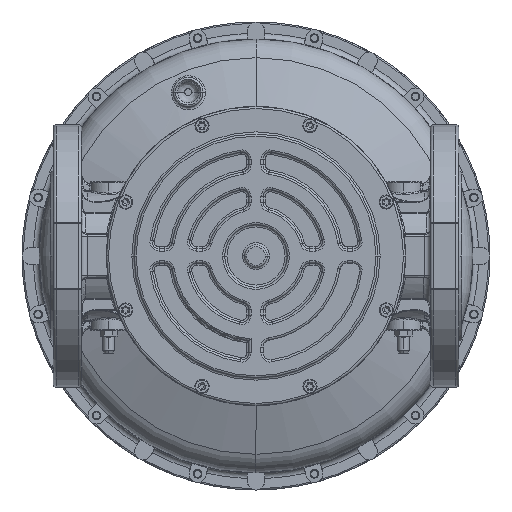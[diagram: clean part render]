
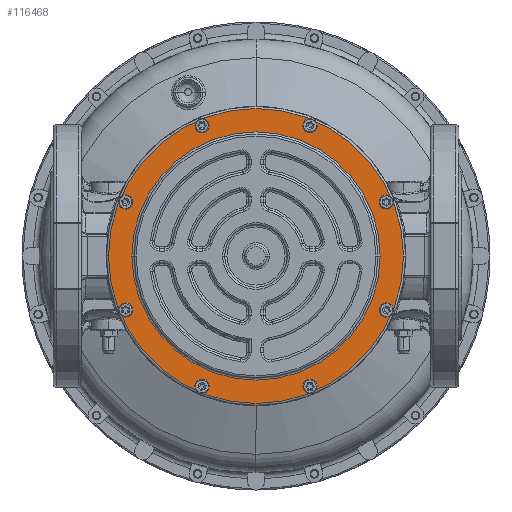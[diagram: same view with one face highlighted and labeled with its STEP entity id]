
A CAD part, front view. The second image highlights one B-rep face of the part: STEP entity #116468.
In plain terms, the highlighted face is planar.
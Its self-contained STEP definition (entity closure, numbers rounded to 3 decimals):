
#113979=CARTESIAN_POINT('',(0.,0.,10.5));
#113980=DIRECTION('',(0.,0.,1.));
#113981=DIRECTION('',(1.,0.,0.));
#113982=AXIS2_PLACEMENT_3D('',#113979,#113980,#113981);
#113984=CARTESIAN_POINT('',(0.,0.,10.5));
#113985=DIRECTION('',(0.,0.,1.));
#113986=DIRECTION('',(-1.,0.,0.));
#113987=AXIS2_PLACEMENT_3D('',#113984,#113985,#113986);
#113989=CARTESIAN_POINT('',(0.,0.,10.5));
#113990=DIRECTION('',(0.,0.,1.));
#113991=DIRECTION('',(1.,0.,0.));
#113992=AXIS2_PLACEMENT_3D('',#113989,#113990,#113991);
#113994=CARTESIAN_POINT('',(0.,0.,10.5));
#113995=DIRECTION('',(0.,0.,1.));
#113996=DIRECTION('',(-1.,0.,0.));
#113997=AXIS2_PLACEMENT_3D('',#113994,#113995,#113996);
#113999=CARTESIAN_POINT('',(-38.077,91.926,10.5));
#114000=DIRECTION('',(0.,0.,1.));
#114001=DIRECTION('',(1.,0.,0.));
#114002=AXIS2_PLACEMENT_3D('',#113999,#114000,#114001);
#114004=CARTESIAN_POINT('',(-38.077,91.926,10.5));
#114005=DIRECTION('',(0.,0.,1.));
#114006=DIRECTION('',(-1.,0.,0.));
#114007=AXIS2_PLACEMENT_3D('',#114004,#114005,#114006);
#114009=CARTESIAN_POINT('',(-91.926,38.077,10.5));
#114010=DIRECTION('',(0.,0.,1.));
#114011=DIRECTION('',(0.707,0.707,0.));
#114012=AXIS2_PLACEMENT_3D('',#114009,#114010,#114011);
#114014=CARTESIAN_POINT('',(-91.926,38.077,10.5));
#114015=DIRECTION('',(0.,0.,1.));
#114016=DIRECTION('',(-0.707,-0.707,0.));
#114017=AXIS2_PLACEMENT_3D('',#114014,#114015,#114016);
#114019=CARTESIAN_POINT('',(-91.926,-38.077,10.5));
#114020=DIRECTION('',(0.,0.,1.));
#114021=DIRECTION('',(0.,1.,0.));
#114022=AXIS2_PLACEMENT_3D('',#114019,#114020,#114021);
#114024=CARTESIAN_POINT('',(-91.926,-38.077,10.5));
#114025=DIRECTION('',(0.,0.,1.));
#114026=DIRECTION('',(0.,-1.,0.));
#114027=AXIS2_PLACEMENT_3D('',#114024,#114025,#114026);
#114029=CARTESIAN_POINT('',(-38.077,-91.926,10.5));
#114030=DIRECTION('',(0.,0.,1.));
#114031=DIRECTION('',(-0.707,0.707,0.));
#114032=AXIS2_PLACEMENT_3D('',#114029,#114030,#114031);
#114034=CARTESIAN_POINT('',(-38.077,-91.926,10.5));
#114035=DIRECTION('',(0.,0.,1.));
#114036=DIRECTION('',(0.707,-0.707,0.));
#114037=AXIS2_PLACEMENT_3D('',#114034,#114035,#114036);
#114039=CARTESIAN_POINT('',(38.077,-91.926,10.5));
#114040=DIRECTION('',(0.,0.,1.));
#114041=DIRECTION('',(-1.,0.,0.));
#114042=AXIS2_PLACEMENT_3D('',#114039,#114040,#114041);
#114044=CARTESIAN_POINT('',(38.077,-91.926,10.5));
#114045=DIRECTION('',(0.,0.,1.));
#114046=DIRECTION('',(1.,0.,0.));
#114047=AXIS2_PLACEMENT_3D('',#114044,#114045,#114046);
#114049=CARTESIAN_POINT('',(91.926,-38.077,10.5));
#114050=DIRECTION('',(0.,0.,1.));
#114051=DIRECTION('',(-0.707,-0.707,0.));
#114052=AXIS2_PLACEMENT_3D('',#114049,#114050,#114051);
#114054=CARTESIAN_POINT('',(91.926,-38.077,10.5));
#114055=DIRECTION('',(0.,0.,1.));
#114056=DIRECTION('',(0.707,0.707,0.));
#114057=AXIS2_PLACEMENT_3D('',#114054,#114055,#114056);
#114059=CARTESIAN_POINT('',(91.926,38.077,10.5));
#114060=DIRECTION('',(0.,0.,1.));
#114061=DIRECTION('',(0.,-1.,0.));
#114062=AXIS2_PLACEMENT_3D('',#114059,#114060,#114061);
#114064=CARTESIAN_POINT('',(91.926,38.077,10.5));
#114065=DIRECTION('',(0.,0.,1.));
#114066=DIRECTION('',(0.,1.,0.));
#114067=AXIS2_PLACEMENT_3D('',#114064,#114065,#114066);
#114069=CARTESIAN_POINT('',(38.077,91.926,10.5));
#114070=DIRECTION('',(0.,0.,1.));
#114071=DIRECTION('',(0.707,-0.707,0.));
#114072=AXIS2_PLACEMENT_3D('',#114069,#114070,#114071);
#114074=CARTESIAN_POINT('',(38.077,91.926,10.5));
#114075=DIRECTION('',(0.,0.,1.));
#114076=DIRECTION('',(-0.707,0.707,0.));
#114077=AXIS2_PLACEMENT_3D('',#114074,#114075,#114076);
#115962=CARTESIAN_POINT('',(87.5,0.,10.5));
#115963=CARTESIAN_POINT('',(-87.5,0.,10.5));
#115964=VERTEX_POINT('',#115962);
#115965=VERTEX_POINT('',#115963);
#115966=CARTESIAN_POINT('',(104.,0.,10.5));
#115967=CARTESIAN_POINT('',(-104.,0.,10.5));
#115968=VERTEX_POINT('',#115966);
#115969=VERTEX_POINT('',#115967);
#116254=CARTESIAN_POINT('',(-34.827,91.926,10.5));
#116255=CARTESIAN_POINT('',(-41.327,91.926,10.5));
#116256=VERTEX_POINT('',#116254);
#116257=VERTEX_POINT('',#116255);
#116262=CARTESIAN_POINT('',(-89.628,40.375,10.5));
#116263=CARTESIAN_POINT('',(-94.224,35.779,10.5));
#116264=VERTEX_POINT('',#116262);
#116265=VERTEX_POINT('',#116263);
#116270=CARTESIAN_POINT('',(-91.926,-34.827,10.5));
#116271=CARTESIAN_POINT('',(-91.926,-41.327,10.5));
#116272=VERTEX_POINT('',#116270);
#116273=VERTEX_POINT('',#116271);
#116278=CARTESIAN_POINT('',(-40.375,-89.628,10.5));
#116279=CARTESIAN_POINT('',(-35.779,-94.224,10.5));
#116280=VERTEX_POINT('',#116278);
#116281=VERTEX_POINT('',#116279);
#116286=CARTESIAN_POINT('',(34.827,-91.926,10.5));
#116287=CARTESIAN_POINT('',(41.327,-91.926,10.5));
#116288=VERTEX_POINT('',#116286);
#116289=VERTEX_POINT('',#116287);
#116294=CARTESIAN_POINT('',(89.628,-40.375,10.5));
#116295=CARTESIAN_POINT('',(94.224,-35.779,10.5));
#116296=VERTEX_POINT('',#116294);
#116297=VERTEX_POINT('',#116295);
#116302=CARTESIAN_POINT('',(91.926,34.827,10.5));
#116303=CARTESIAN_POINT('',(91.926,41.327,10.5));
#116304=VERTEX_POINT('',#116302);
#116305=VERTEX_POINT('',#116303);
#116310=CARTESIAN_POINT('',(40.375,89.628,10.5));
#116311=CARTESIAN_POINT('',(35.779,94.224,10.5));
#116312=VERTEX_POINT('',#116310);
#116313=VERTEX_POINT('',#116311);
#116404=CARTESIAN_POINT('',(0.,0.,10.5));
#116405=DIRECTION('',(0.,0.,1.));
#116406=DIRECTION('',(1.,0.,0.));
#116407=AXIS2_PLACEMENT_3D('',#116404,#116405,#116406);
#116408=PLANE('',#116407);
#116409=ORIENTED_EDGE('',*,*,#116394,.F.);
#116411=ORIENTED_EDGE('',*,*,#116410,.F.);
#116412=EDGE_LOOP('',(#116409,#116411));
#116413=FACE_OUTER_BOUND('',#116412,.F.);
#116415=ORIENTED_EDGE('',*,*,#116414,.T.);
#116417=ORIENTED_EDGE('',*,*,#116416,.T.);
#116418=EDGE_LOOP('',(#116415,#116417));
#116419=FACE_BOUND('',#116418,.F.);
#116421=ORIENTED_EDGE('',*,*,#116420,.T.);
#116423=ORIENTED_EDGE('',*,*,#116422,.T.);
#116424=EDGE_LOOP('',(#116421,#116423));
#116425=FACE_BOUND('',#116424,.F.);
#116427=ORIENTED_EDGE('',*,*,#116426,.T.);
#116429=ORIENTED_EDGE('',*,*,#116428,.T.);
#116430=EDGE_LOOP('',(#116427,#116429));
#116431=FACE_BOUND('',#116430,.F.);
#116433=ORIENTED_EDGE('',*,*,#116432,.T.);
#116435=ORIENTED_EDGE('',*,*,#116434,.T.);
#116436=EDGE_LOOP('',(#116433,#116435));
#116437=FACE_BOUND('',#116436,.F.);
#116439=ORIENTED_EDGE('',*,*,#116438,.T.);
#116441=ORIENTED_EDGE('',*,*,#116440,.T.);
#116442=EDGE_LOOP('',(#116439,#116441));
#116443=FACE_BOUND('',#116442,.F.);
#116445=ORIENTED_EDGE('',*,*,#116444,.T.);
#116447=ORIENTED_EDGE('',*,*,#116446,.T.);
#116448=EDGE_LOOP('',(#116445,#116447));
#116449=FACE_BOUND('',#116448,.F.);
#116451=ORIENTED_EDGE('',*,*,#116450,.T.);
#116453=ORIENTED_EDGE('',*,*,#116452,.T.);
#116454=EDGE_LOOP('',(#116451,#116453));
#116455=FACE_BOUND('',#116454,.F.);
#116457=ORIENTED_EDGE('',*,*,#116456,.T.);
#116459=ORIENTED_EDGE('',*,*,#116458,.T.);
#116460=EDGE_LOOP('',(#116457,#116459));
#116461=FACE_BOUND('',#116460,.F.);
#116463=ORIENTED_EDGE('',*,*,#116462,.T.);
#116465=ORIENTED_EDGE('',*,*,#116464,.T.);
#116466=EDGE_LOOP('',(#116463,#116465));
#116467=FACE_BOUND('',#116466,.F.);
#116468=ADVANCED_FACE('',(#116413,#116419,#116425,#116431,#116437,#116443,
#116449,#116455,#116461,#116467),#116408,.T.);
#113983=CIRCLE('',#113982,87.5);
#113988=CIRCLE('',#113987,87.5);
#113993=CIRCLE('',#113992,104.);
#113998=CIRCLE('',#113997,104.);
#114003=CIRCLE('',#114002,3.25);
#114008=CIRCLE('',#114007,3.25);
#114013=CIRCLE('',#114012,3.25);
#114018=CIRCLE('',#114017,3.25);
#114023=CIRCLE('',#114022,3.25);
#114028=CIRCLE('',#114027,3.25);
#114033=CIRCLE('',#114032,3.25);
#114038=CIRCLE('',#114037,3.25);
#114043=CIRCLE('',#114042,3.25);
#114048=CIRCLE('',#114047,3.25);
#114053=CIRCLE('',#114052,3.25);
#114058=CIRCLE('',#114057,3.25);
#114063=CIRCLE('',#114062,3.25);
#114068=CIRCLE('',#114067,3.25);
#114073=CIRCLE('',#114072,3.25);
#114078=CIRCLE('',#114077,3.25);
#116394=EDGE_CURVE('',#115968,#115969,#113993,.T.);
#116410=EDGE_CURVE('',#115969,#115968,#113998,.T.);
#116414=EDGE_CURVE('',#115964,#115965,#113983,.T.);
#116416=EDGE_CURVE('',#115965,#115964,#113988,.T.);
#116420=EDGE_CURVE('',#116256,#116257,#114003,.T.);
#116422=EDGE_CURVE('',#116257,#116256,#114008,.T.);
#116426=EDGE_CURVE('',#116264,#116265,#114013,.T.);
#116428=EDGE_CURVE('',#116265,#116264,#114018,.T.);
#116432=EDGE_CURVE('',#116272,#116273,#114023,.T.);
#116434=EDGE_CURVE('',#116273,#116272,#114028,.T.);
#116438=EDGE_CURVE('',#116280,#116281,#114033,.T.);
#116440=EDGE_CURVE('',#116281,#116280,#114038,.T.);
#116444=EDGE_CURVE('',#116288,#116289,#114043,.T.);
#116446=EDGE_CURVE('',#116289,#116288,#114048,.T.);
#116450=EDGE_CURVE('',#116296,#116297,#114053,.T.);
#116452=EDGE_CURVE('',#116297,#116296,#114058,.T.);
#116456=EDGE_CURVE('',#116304,#116305,#114063,.T.);
#116458=EDGE_CURVE('',#116305,#116304,#114068,.T.);
#116462=EDGE_CURVE('',#116312,#116313,#114073,.T.);
#116464=EDGE_CURVE('',#116313,#116312,#114078,.T.);
